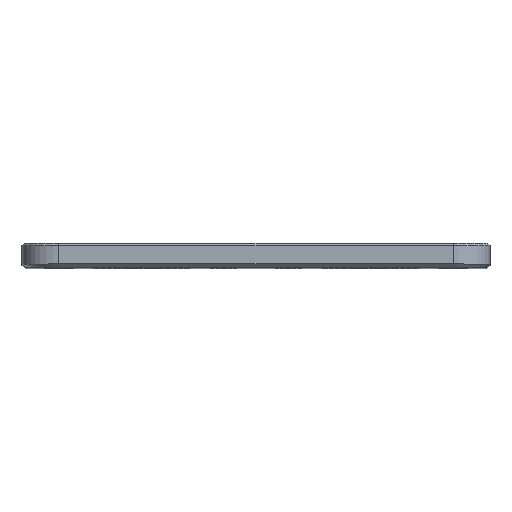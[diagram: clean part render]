
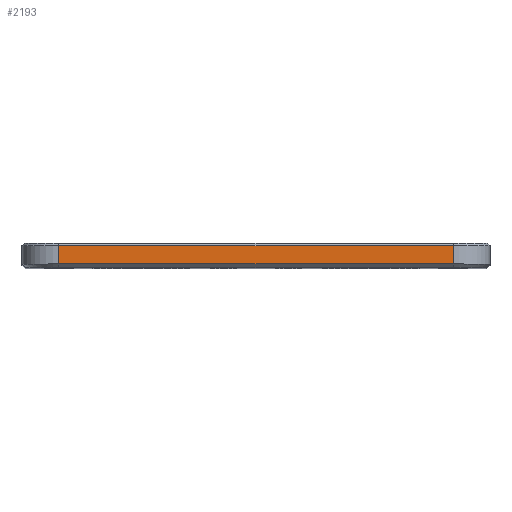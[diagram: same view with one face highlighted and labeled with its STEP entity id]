
A CAD part, top view. The second image highlights one B-rep face of the part: STEP entity #2193.
In plain terms, the highlighted planar face has unit normal (0, 0, 1).
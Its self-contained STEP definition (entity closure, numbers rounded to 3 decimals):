
#369=FACE_OUTER_BOUND('',#531,.T.);
#531=EDGE_LOOP('',(#1819,#1820,#1821,#1822));
#698=LINE('',#3652,#872);
#710=LINE('',#3683,#884);
#711=LINE('',#3687,#885);
#712=LINE('',#3688,#886);
#872=VECTOR('',#2975,10.);
#884=VECTOR('',#3009,10.);
#885=VECTOR('',#3014,10.);
#886=VECTOR('',#3015,10.);
#1101=VERTEX_POINT('',#3644);
#1103=VERTEX_POINT('',#3650);
#1111=VERTEX_POINT('',#3682);
#1112=VERTEX_POINT('',#3686);
#1355=EDGE_CURVE('',#1101,#1103,#698,.T.);
#1370=EDGE_CURVE('',#1103,#1111,#710,.T.);
#1372=EDGE_CURVE('',#1112,#1101,#711,.T.);
#1373=EDGE_CURVE('',#1111,#1112,#712,.T.);
#1819=ORIENTED_EDGE('',*,*,#1355,.F.);
#1820=ORIENTED_EDGE('',*,*,#1372,.F.);
#1821=ORIENTED_EDGE('',*,*,#1373,.F.);
#1822=ORIENTED_EDGE('',*,*,#1370,.F.);
#2097=PLANE('',#2452);
#2193=ADVANCED_FACE('',(#369),#2097,.T.);
#2452=AXIS2_PLACEMENT_3D('',#3685,#3012,#3013);
#2975=DIRECTION('',(1.,0.,0.));
#3009=DIRECTION('',(0.,-1.,0.));
#3012=DIRECTION('center_axis',(0.,0.,1.));
#3013=DIRECTION('ref_axis',(1.,0.,0.));
#3014=DIRECTION('',(0.,1.,0.));
#3015=DIRECTION('',(-1.,0.,0.));
#3644=CARTESIAN_POINT('',(-13.3,-1.6,86.3));
#3650=CARTESIAN_POINT('',(50.7,-1.6,86.3));
#3652=CARTESIAN_POINT('',(2.7,-1.6,86.3));
#3682=CARTESIAN_POINT('',(50.7,-4.6,86.3));
#3683=CARTESIAN_POINT('',(50.7,-4.2,86.3));
#3685=CARTESIAN_POINT('Origin',(-13.3,-4.2,86.3));
#3686=CARTESIAN_POINT('',(-13.3,-4.6,86.3));
#3687=CARTESIAN_POINT('',(-13.3,-4.2,86.3));
#3688=CARTESIAN_POINT('',(2.7,-4.6,86.3));
